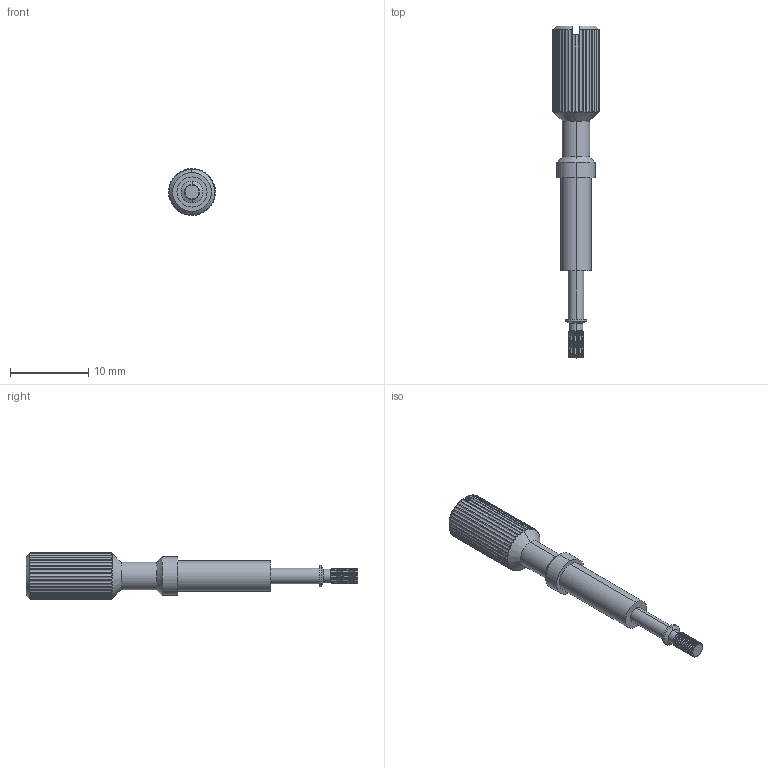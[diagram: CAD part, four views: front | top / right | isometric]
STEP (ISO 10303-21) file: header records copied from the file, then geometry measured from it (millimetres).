
FILE_DESCRIPTION (( 'STEP AP203' ), '1' );
FILE_NAME ('TS-SCSI3.STEP', '2010-06-04T15:00:26', ( 'x' ), ( 'Microsoft' ), 'SwSTEP 2.0', 'SolidWorks 2010', '' );
FILE_SCHEMA (( 'CONFIG_CONTROL_DESIGN' ));
Length unit declared in the file: inch
Products named in the file (1): TS-SCSI3
Bounding box: 5.99 x 42.55 x 5.99 mm (x, y, z)
Volume: 582.6 mm3; surface area: 629.5 mm2
Topology: 1 solids, 1 shells, 220 faces, 532 edges, 318 vertices
Faces by surface type: cone 108, cylinder 102, plane 10
Entity records: 6929 total; most frequent: CARTESIAN_POINT 1769, DIRECTION 1090, ORIENTED_EDGE 1064, EDGE_CURVE 532, AXIS2_PLACEMENT_3D 437, VERTEX_POINT 318, EDGE_LOOP 224, ADVANCED_FACE 220
